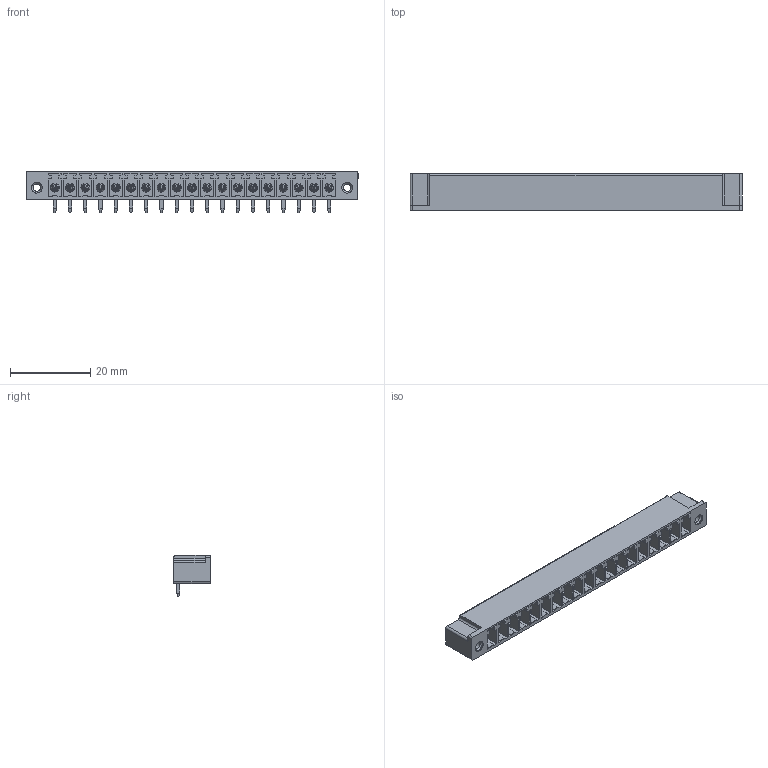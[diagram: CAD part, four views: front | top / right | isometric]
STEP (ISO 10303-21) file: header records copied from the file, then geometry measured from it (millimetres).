
FILE_DESCRIPTION(('CATIA V5 STEP Exchange','CAx-IF Rec.Pracs.--- Model Styling and Organization---1.2---2011-12-15'),'2;1');
FILE_NAME ('D1459803_0', '2018-09-29T04:01:50+00:00', ('none'), ('Weidmueller'), 'CATIA Version 5-6 Release 2014', 'CATIA V5 STEP AP214', 'none');
FILE_SCHEMA(('AUTOMOTIVE_DESIGN { 1 0 10303 214 1 1 1 1 }'));
Length unit declared in the file: millimetre
Products named in the file (1): 1942620000
Bounding box: 82.98 x 9.2 x 10.25 mm (x, y, z)
Volume: 2580.3 mm3; surface area: 7248.9 mm2
Topology: 20 solids, 20 shells, 1506 faces, 4309 edges, 2902 vertices
Faces by surface type: plane 1063, cylinder 363, cone 42, torus 38
Entity records: 45427 total; most frequent: CARTESIAN_POINT 8924, ORIENTED_EDGE 8618, DIRECTION 5776, EDGE_CURVE 4309, VECTOR 3355, LINE 3355, VERTEX_POINT 2902, EDGE_LOOP 1607
